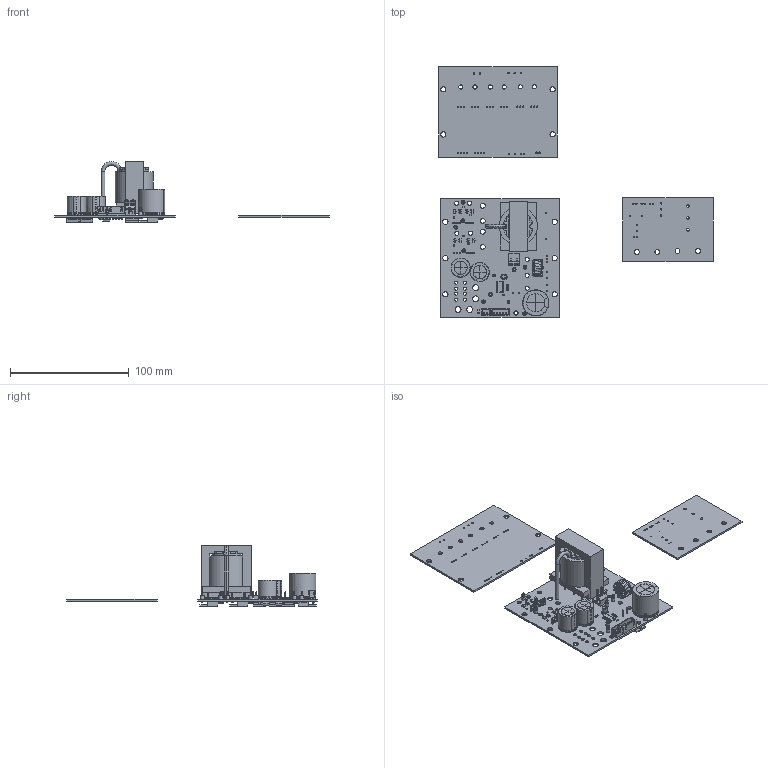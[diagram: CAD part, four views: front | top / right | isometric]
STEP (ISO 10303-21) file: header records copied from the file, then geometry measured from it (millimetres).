
FILE_DESCRIPTION(('KiCad electronic assembly'),'2;1');
FILE_NAME('VFD_V1.step','2025-07-30T19:33:17',('Pcbnew'),('Kicad'), 'Open CASCADE STEP processor 7.9','KiCad to STEP converter','Unknown' );
FILE_SCHEMA(('AUTOMOTIVE_DESIGN { 1 0 10303 214 1 1 1 1 }'));
Length unit declared in the file: millimetre
Products named in the file (28): VFD_V1 1; R_0603_1608Metric; Conector P2.54mm 5P Male; CP_Elec_4x5.4; TestPoint_Loop_D2.60mm_Drill1.6mm_Beaded; CP_Radial_D16.0mm_P7.50mm; CP_Radial_D22.0mm_P10.00mm_SnapIn; SOT-23; LED_0603_1608Metric; Conector P5.08mm 2P Male; Conector P2.54mm 2P Male; C_0603_1608Metric; EDT42; Bobinado; Carrete; Nucleo; Toroide - P7.68mm; SOIC-16_3.9x9.9mm_P1.27mm; TO-220-2_Horizontal_TabUp; SOIC-8_3.9x4.9mm_P1.27mm; TO-220-3_Horizontal_TabUp; DIP-4_W7.62mm_SMDSocket; SOT-89-3; VFD_V1 1.54.1; D_MiniMELF; VFD_V1_PCB_1; VFD_V1_PCB_2; VFD_V1_PCB_3
Assembly tree (83 placements, depth 3):
  VFD_V1 1
    R_0603_1608Metric  x28
    Conector P2.54mm 5P Male
    CP_Elec_4x5.4
    TestPoint_Loop_D2.60mm_Drill1.6mm_Beaded  x9
    CP_Radial_D16.0mm_P7.50mm  x2
    CP_Radial_D22.0mm_P10.00mm_SnapIn
    SOT-23  x8
    LED_0603_1608Metric
    Conector P5.08mm 2P Male
    Conector P2.54mm 2P Male
    C_0603_1608Metric  x6
    EDT42
      Bobinado
      Carrete
      Nucleo
    Toroide - P7.68mm
    SOIC-16_3.9x9.9mm_P1.27mm
    TO-220-2_Horizontal_TabUp  x3
    SOIC-8_3.9x4.9mm_P1.27mm
    TO-220-3_Horizontal_TabUp  x5
    DIP-4_W7.62mm_SMDSocket  x2
    SOT-89-3  x2
      VFD_V1 1.54.1
    D_MiniMELF
    VFD_V1_PCB_1
    VFD_V1_PCB_2
    VFD_V1_PCB_3
Bounding box: 231.33 x 211.16 x 51.26 mm (x, y, z)
Volume: 95162.1 mm3; surface area: 81154 mm2
Topology: 98 solids, 101 shells, 3771 faces, 9866 edges, 6345 vertices
Faces by surface type: plane 2346, cylinder 1002, bspline 241, torus 163, revolution 19
Full cylindrical faces by diameter (mm): 0.6 x18, 0.7 x2, 0.8 x2, 0.9 x6, 1 x4, 1.016 x2, 1.1 x39, 1.19 x23, 1.2 x10, 1.3 x2, 1.35 x2, 1.4 x7, 1.5 x2, 1.6 x18, 1.7 x2, 2 x2, 2.2 x3, 2.692 x8, 3.2 x9, 3.5 x14, 3.735 x8, 4 x2, 4.013 x4, 4.064 x4, 4.4 x10, 4.978 x4
Entity records: 70521 total; most frequent: CARTESIAN_POINT 13470, ORIENTED_EDGE 9435, DIRECTION 9352, EDGE_CURVE 4718, AXIS2_PLACEMENT_3D 3256, VERTEX_POINT 3069, LINE 2827, VECTOR 2827
